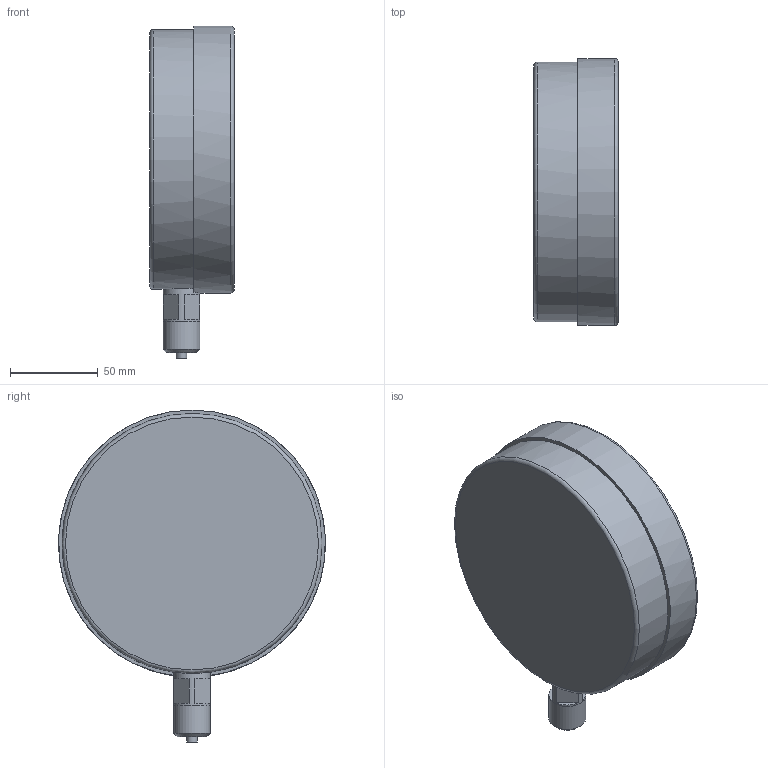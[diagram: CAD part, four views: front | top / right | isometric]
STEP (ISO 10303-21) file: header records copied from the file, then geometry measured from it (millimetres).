
FILE_DESCRIPTION(/* description */ ('ТМ-610Р'),/* implementation_level */ '2;1');
FILE_NAME(/* name */ 'ТМ-610Р.stp',/* time_stamp */ '2023-03-30T12:48:19+03:00',/* author */ ('Tech'),/* organization */ (''),/* preprocessor_version */ 'ST-DEVELOPER v18.1',/* originating_system */ 'Autodesk Inventor 2021',/* authorisation */ '');
FILE_SCHEMA (('AUTOMOTIVE_DESIGN { 1 0 10303 214 3 1 1 }'));
Length unit declared in the file: millimetre
Products named in the file (1): ТМ-610Р
Bounding box: 48 x 152 x 189 mm (x, y, z)
Volume: 783391 mm3; surface area: 62763.3 mm2
Topology: 1 solids, 1 shells, 400 faces, 989 edges, 663 vertices
Faces by surface type: plane 357, cylinder 25, bspline 15, torus 2, cone 1
Full cylindrical faces by diameter (mm): 1.425 x1, 3.014 x1, 5.966 x1, 6 x1, 20.955 x1, 21 x1, 138 x1, 148 x1, 152 x1
Entity records: 11828 total; most frequent: CARTESIAN_POINT 2272, ORIENTED_EDGE 1978, DIRECTION 1806, EDGE_CURVE 989, LINE 878, VECTOR 878, VERTEX_POINT 663, EDGE_LOOP 472
